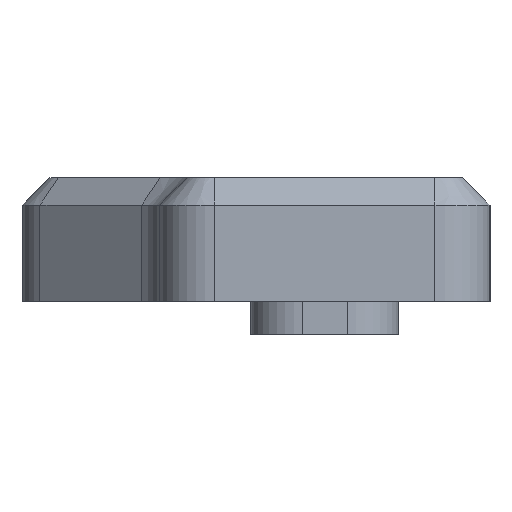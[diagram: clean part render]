
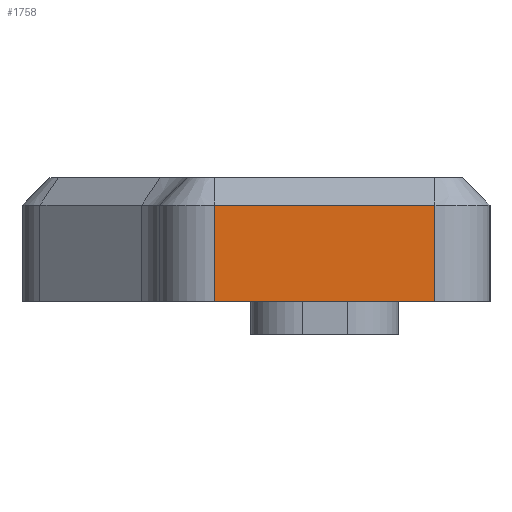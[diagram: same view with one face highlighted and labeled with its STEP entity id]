
A CAD part, left-side view. The second image highlights one B-rep face of the part: STEP entity #1758.
In plain terms, the highlighted planar face has unit normal (-1, 0, 0).
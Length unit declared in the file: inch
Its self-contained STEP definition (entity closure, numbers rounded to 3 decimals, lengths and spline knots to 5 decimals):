
#49=PLANE('',#1930);
#160=FACE_OUTER_BOUND('',#270,.T.);
#270=EDGE_LOOP('',(#1473,#1474,#1475,#1476));
#395=LINE('',#2765,#567);
#423=LINE('',#2854,#595);
#427=LINE('',#2867,#599);
#442=LINE('',#2923,#614);
#567=VECTOR('',#2203,0.3937);
#595=VECTOR('',#2299,0.3937);
#599=VECTOR('',#2311,0.3937);
#614=VECTOR('',#2356,0.3937);
#834=VERTEX_POINT('',#2758);
#835=VERTEX_POINT('',#2762);
#863=VERTEX_POINT('',#2852);
#868=VERTEX_POINT('',#2865);
#1031=EDGE_CURVE('',#834,#835,#395,.T.);
#1078=EDGE_CURVE('',#835,#863,#423,.T.);
#1085=EDGE_CURVE('',#868,#863,#427,.T.);
#1114=EDGE_CURVE('',#868,#834,#442,.T.);
#1473=ORIENTED_EDGE('',*,*,#1031,.T.);
#1474=ORIENTED_EDGE('',*,*,#1078,.T.);
#1475=ORIENTED_EDGE('',*,*,#1085,.F.);
#1476=ORIENTED_EDGE('',*,*,#1114,.T.);
#1758=ADVANCED_FACE('',(#160),#49,.F.);
#1930=AXIS2_PLACEMENT_3D('',#2922,#2354,#2355);
#2203=DIRECTION('',(0.,1.,0.));
#2299=DIRECTION('',(0.,0.,-1.));
#2311=DIRECTION('',(0.,1.,0.));
#2354=DIRECTION('center_axis',(1.,0.,0.));
#2355=DIRECTION('ref_axis',(0.,1.,0.));
#2356=DIRECTION('',(0.,0.,1.));
#2758=CARTESIAN_POINT('',(0.,1.5,0.175));
#2762=CARTESIAN_POINT('',(0.,1.9,0.175));
#2765=CARTESIAN_POINT('',(0.,1.6125,0.175));
#2852=CARTESIAN_POINT('',(0.,1.9,0.));
#2854=CARTESIAN_POINT('',(0.,1.9,0.));
#2865=CARTESIAN_POINT('',(0.,1.5,0.));
#2867=CARTESIAN_POINT('',(0.,1.4,0.));
#2922=CARTESIAN_POINT('Origin',(0.,1.4,0.));
#2923=CARTESIAN_POINT('',(0.,1.5,0.));
